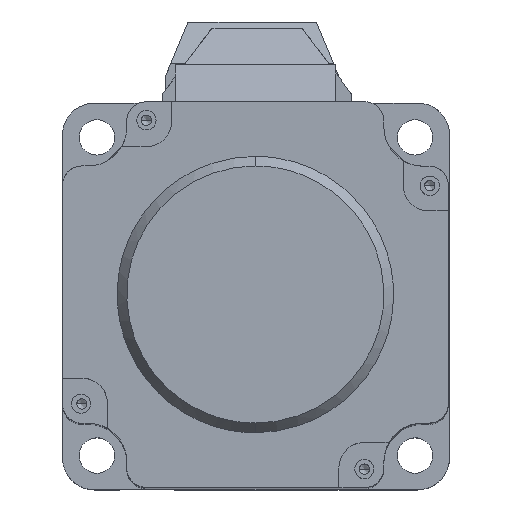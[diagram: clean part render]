
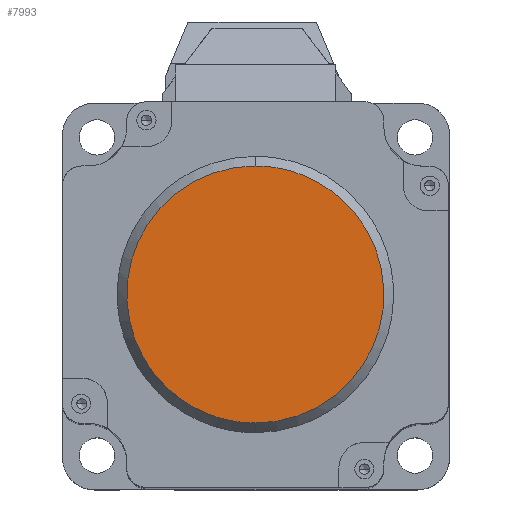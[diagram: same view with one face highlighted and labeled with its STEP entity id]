
A CAD part, top view. The second image highlights one B-rep face of the part: STEP entity #7993.
In plain terms, the highlighted free-form (B-spline) face has degree [1, 1] with [2, 2] control points.
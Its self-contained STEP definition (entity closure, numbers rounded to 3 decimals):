
#1784 =( BOUNDED_CURVE ( )  B_SPLINE_CURVE ( 3, ( #24333, #7264, #6116, #21455 ),
 .UNSPECIFIED., .F., .F. ) 
 B_SPLINE_CURVE_WITH_KNOTS ( ( 4, 4 ),
 ( 0., 3.142 ),
 .UNSPECIFIED. ) 
 CURVE ( )  GEOMETRIC_REPRESENTATION_ITEM ( )  RATIONAL_B_SPLINE_CURVE ( ( 1., 0.333, 0.333, 1. ) ) 
 REPRESENTATION_ITEM ( '' )  );
#1882 = ORIENTED_EDGE ( 'NONE', *, *, #24552, .F. ) ;
#3265 = EDGE_CURVE ( 'NONE', #4019, #16288, #1784, .T. ) ;
#4019 = VERTEX_POINT ( 'NONE', #24460 ) ;
#4836 = CARTESIAN_POINT ( 'NONE',  ( -48.03, 71.821, 195.627 ) ) ;
#4888 = ORIENTED_EDGE ( 'NONE', *, *, #3265, .F. ) ;
#4957 = CARTESIAN_POINT ( 'NONE',  ( -6.397, 71.821, 195.627 ) ) ;
#5079 = CARTESIAN_POINT ( 'NONE',  ( -6.397, 30.221, 195.627 ) ) ;
#6116 = CARTESIAN_POINT ( 'NONE',  ( -67.214, 31.021, 195.627 ) ) ;
#7200 = CARTESIAN_POINT ( 'NONE',  ( 12.786, 31.021, 195.627 ) ) ;
#7264 = CARTESIAN_POINT ( 'NONE',  ( -67.214, 71.021, 195.627 ) ) ;
#7993 = ADVANCED_FACE ( 'NONE', ( #21909 ), #17166, .F. ) ;
#12711 = CARTESIAN_POINT ( 'NONE',  ( -27.214, 71.021, 195.627 ) ) ;
#14569 = CARTESIAN_POINT ( 'NONE',  ( -27.214, 31.021, 195.627 ) ) ;
#15088 = CARTESIAN_POINT ( 'NONE',  ( -27.214, 31.021, 195.627 ) ) ;
#16288 = VERTEX_POINT ( 'NONE', #15088 ) ;
#16397 =( BOUNDED_CURVE ( )  B_SPLINE_CURVE ( 3, ( #14569, #7200, #22143, #12711 ),
 .UNSPECIFIED., .F., .F. ) 
 B_SPLINE_CURVE_WITH_KNOTS ( ( 4, 4 ),
 ( 0., 3.142 ),
 .UNSPECIFIED. ) 
 CURVE ( )  GEOMETRIC_REPRESENTATION_ITEM ( )  RATIONAL_B_SPLINE_CURVE ( ( 1., 0.333, 0.333, 1. ) ) 
 REPRESENTATION_ITEM ( '' )  );
#16446 = CARTESIAN_POINT ( 'NONE',  ( -48.03, 30.221, 195.627 ) ) ;
#16805 = EDGE_LOOP ( 'NONE', ( #1882, #4888 ) ) ;
#17166 = B_SPLINE_SURFACE_WITH_KNOTS ( 'NONE', 1, 1, ( 
 ( #4836, #4957 ),
 ( #16446, #5079 ) ),
 .UNSPECIFIED., .F., .F., .F.,
 ( 2, 2 ),
 ( 2, 2 ),
 ( -20.8, 20.8 ),
 ( -20.817, 20.817 ),
 .UNSPECIFIED. ) ;
#21455 = CARTESIAN_POINT ( 'NONE',  ( -27.214, 31.021, 195.627 ) ) ;
#21909 = FACE_OUTER_BOUND ( 'NONE', #16805, .T. ) ;
#22143 = CARTESIAN_POINT ( 'NONE',  ( 12.786, 71.021, 195.627 ) ) ;
#24333 = CARTESIAN_POINT ( 'NONE',  ( -27.214, 71.021, 195.627 ) ) ;
#24460 = CARTESIAN_POINT ( 'NONE',  ( -27.214, 71.021, 195.627 ) ) ;
#24552 = EDGE_CURVE ( 'NONE', #16288, #4019, #16397, .T. ) ;
